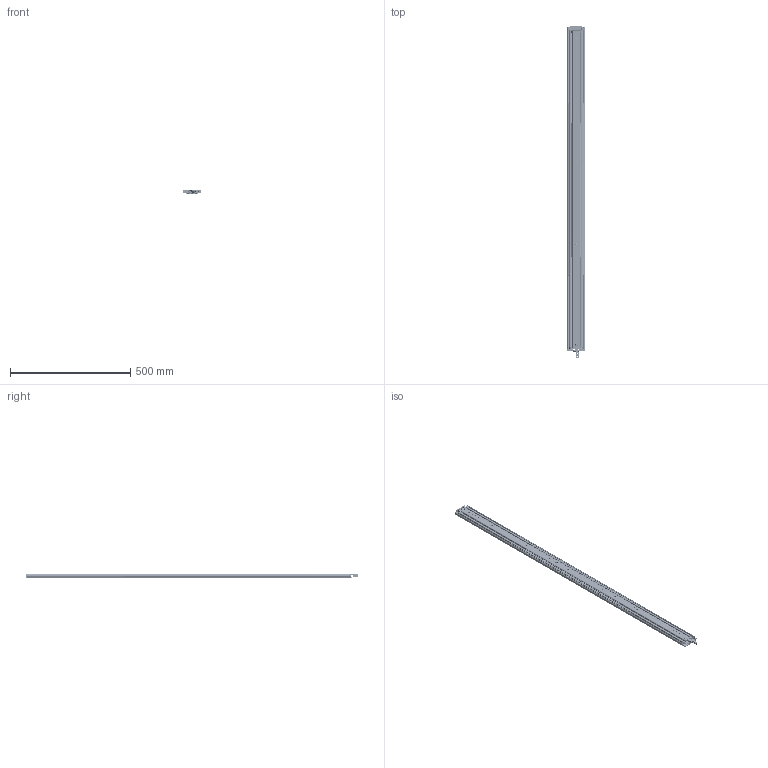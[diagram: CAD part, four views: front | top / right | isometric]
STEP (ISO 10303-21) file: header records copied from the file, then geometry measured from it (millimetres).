
FILE_DESCRIPTION(/* description */ ('TR7619 1350 / 1358 (19,1mm)'),/* implementation_level */ '2;1');
FILE_NAME(/* name */ '114S48.stp',/* time_stamp */ '2021-10-12T12:29:03+02:00',/* author */ ('r.groen'),/* organization */ (''),/* preprocessor_version */ 'ST-DEVELOPER v17',/* originating_system */ 'Autodesk Inventor 2018',/* authorisation */ '');
FILE_SCHEMA (('AUTOMOTIVE_DESIGN { 1 0 10303 214 3 1 1 }'));
Products named in the file (43): 114-S48; 114-S48_1; 114-S48_2; 114-S48_3; 921955; 114-S48_4; 923547; 921714; 921708; 921706_Assy; 921706; 921716_Assy; 921716; 911073; 114-S48_5; 114-S48_6; 921751; 921750; 973008; 973007; 921739; 114-S48_7; 923027; 921707; 921713; 921705_Assy; 921705; 921715_Assy; 921715; 911078; 114-S48_8; 114-S48_9; 921835; 5921953; 922128; 921953; 913053; ISO 10642 - M4x6; 913058; 921946 ...
Assembly tree (95 placements, depth 5):
  114-S48
    114-S48_1
    114-S48_2
      114-S48_3
      921955
    114-S48_4
      923547
        921714  x2
        921706_Assy  x12
          921706
          911073
        921708  x4
        921716_Assy  x10
          921716
          911073
    114-S48_5
      114-S48_6
      921751
      921750
      973008
        973007
        921739
    114-S48_7
      923027
        921713  x2
        921715_Assy  x12
          921715
          911078
        921707  x4
        921705_Assy  x2
          921705
          911078
    114-S48_8
      114-S48_9
      921835
      5921953
        922128
        921953
      913053
      ISO 10642 - M4x6  x2
      913058
      921946
      922126
      973009
      114-S48_10
Bounding box: 76.19 x 1378 x 19.18 mm (x, y, z)
Volume: 952668 mm3; surface area: 827310.2 mm2
Topology: 241 solids, 241 shells, 16858 faces, 49171 edges, 32046 vertices
Faces by surface type: cylinder 10267, plane 5506, torus 440, bspline 325, sphere 177, cone 143
Full cylindrical faces by diameter (mm): 1.3 x3, 3 x3, 3.5 x1, 4 x3, 4.5 x1, 5.2 x12, 5.5 x2, 5.8 x1, 6.5 x1, 6.6 x11, 6.7 x1, 7 x1, 7.8 x1, 8 x9, 8.1 x64, 9.2 x74, 13.5 x1, 15 x2
Entity records: 142410 total; most frequent: CARTESIAN_POINT 42014, ORIENTED_EDGE 21440, DIRECTION 20394, EDGE_CURVE 10720, AXIS2_PLACEMENT_3D 7523, VERTEX_POINT 6846, LINE 5348, VECTOR 5348
